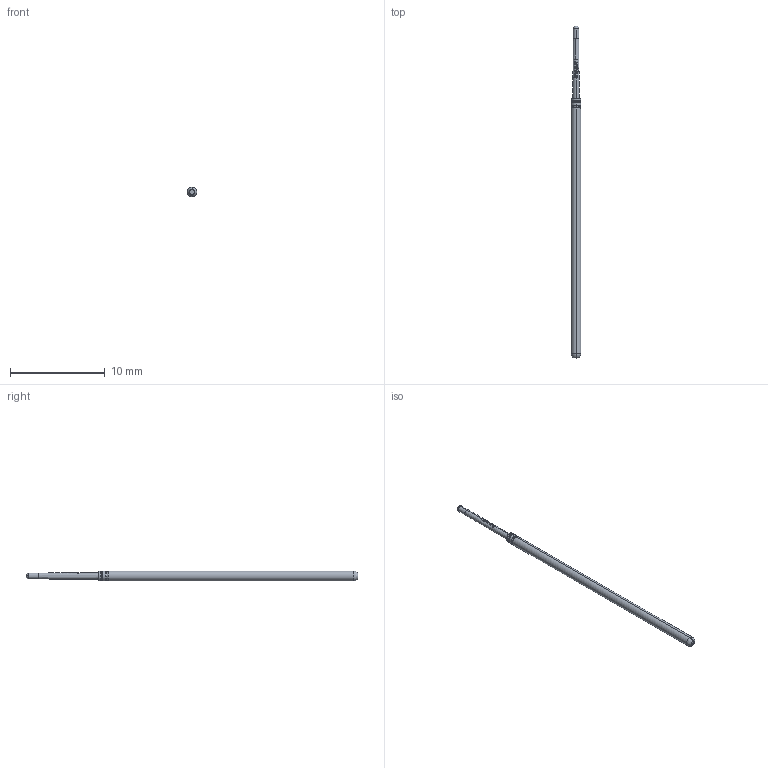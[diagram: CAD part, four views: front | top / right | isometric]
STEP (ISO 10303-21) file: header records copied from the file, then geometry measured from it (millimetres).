
FILE_DESCRIPTION (( 'STEP AP203' ), '1' );
FILE_NAME ('INGUN_GKS-075_305_064_A_xx00_LH.STEP', '2021-09-27T09:02:03', ( 'ochi' ), ( '' ), 'SwSTEP 2.0', 'SolidWorks 2018', '' );
FILE_SCHEMA (( 'CONFIG_CONTROL_DESIGN' ));
Length unit declared in the file: millimetre
Products named in the file (1): INGUN_GKS-075_305_064_A_xx00_LH
Bounding box: 1.02 x 35.1 x 1.02 mm (x, y, z)
Volume: 24.7 mm3; surface area: 104.4 mm2
Topology: 1 solids, 1 shells, 88 faces, 237 edges, 151 vertices
Faces by surface type: bspline 52, cone 12, torus 10, cylinder 10, sphere 2, plane 2
Entity records: 3764 total; most frequent: CARTESIAN_POINT 1963, ORIENTED_EDGE 470, EDGE_CURVE 235, DIRECTION 175, B_SPLINE_CURVE_WITH_KNOTS 174, VERTEX_POINT 151, EDGE_LOOP 90, FACE_OUTER_BOUND 88
